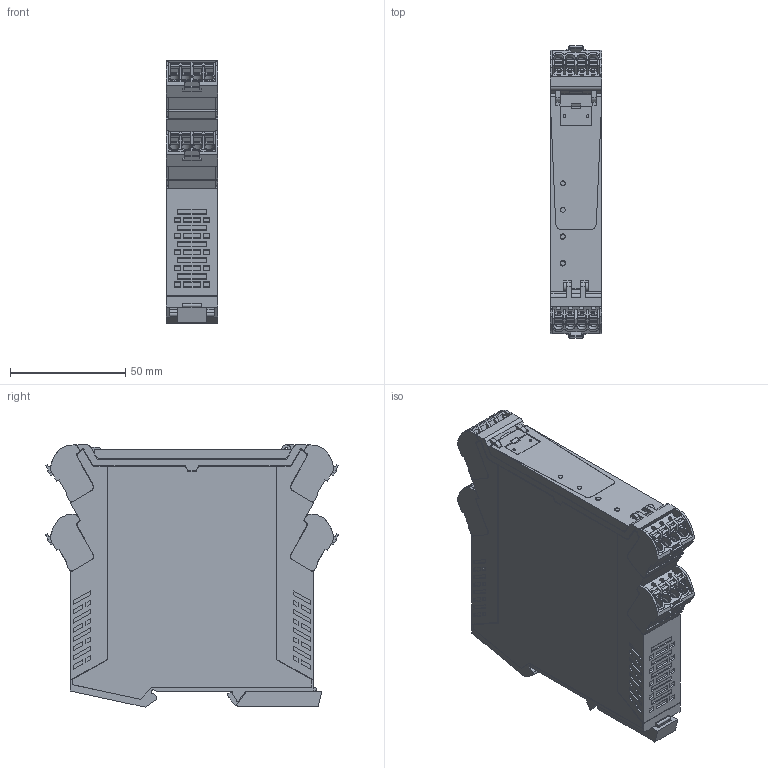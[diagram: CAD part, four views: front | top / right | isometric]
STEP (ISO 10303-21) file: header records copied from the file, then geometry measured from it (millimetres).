
FILE_DESCRIPTION(('CATIA V5 STEP Exchange','CAx-IF Rec.Pracs.--- Model Styling and Organization---1.4--- 2014-01-23'),'2;1');
FILE_NAME ('D1370946_1', '2019-03-29T07:20:19+00:00', ('none'), ('Weidmueller'), 'CATIA Version 5-6 Release 2016 SP3 HF44', 'CATIA V5 STEP AP214', 'none');
FILE_SCHEMA(('AUTOMOTIVE_DESIGN { 1 0 10303 214 1 1 1 1 }'));
Products named in the file (1): 7760054361
Bounding box: 22.5 x 127.12 x 114.02 mm (x, y, z)
Volume: 261158.2 mm3; surface area: 62476.1 mm2
Topology: 43 solids, 43 shells, 2423 faces, 7179 edges, 4972 vertices
Faces by surface type: plane 1835, cylinder 385, cone 96, extrusion 65, torus 32, sphere 10
Entity records: 80753 total; most frequent: CARTESIAN_POINT 18461, ORIENTED_EDGE 14342, DIRECTION 9158, EDGE_CURVE 7171, VECTOR 5332, LINE 5267, VERTEX_POINT 4972, EDGE_LOOP 2587
